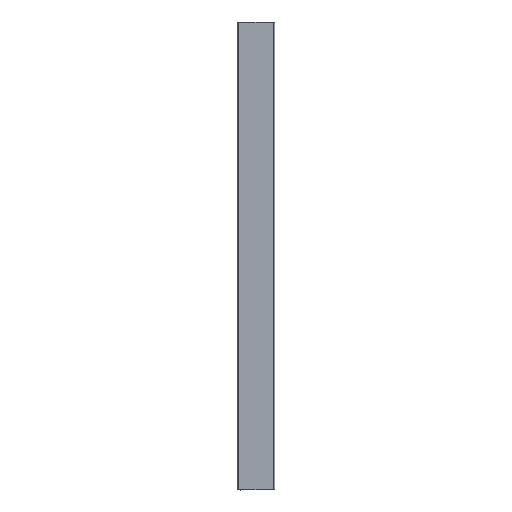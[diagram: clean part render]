
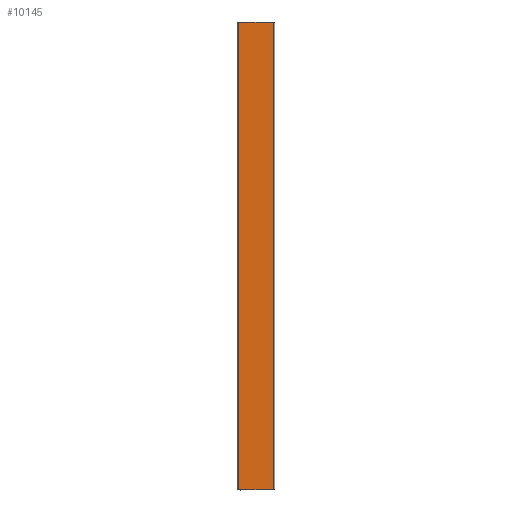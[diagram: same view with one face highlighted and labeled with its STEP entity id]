
A CAD part, front view. The second image highlights one B-rep face of the part: STEP entity #10145.
In plain terms, the highlighted planar face has unit normal (0, -1, 0).
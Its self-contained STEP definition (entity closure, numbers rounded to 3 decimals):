
#4842=PLANE('',#9904);
#5063=VECTOR('',#8293,1.);
#5103=VECTOR('',#8437,1.);
#5143=VECTOR('',#8559,1.);
#5144=VECTOR('',#8562,1.);
#5383=LINE('',#9273,#5063);
#5423=LINE('',#9445,#5103);
#5463=LINE('',#9551,#5143);
#5464=LINE('',#9553,#5144);
#6302=ORIENTED_EDGE('',*,*,#7215,.T.);
#6303=ORIENTED_EDGE('',*,*,#7355,.T.);
#6304=ORIENTED_EDGE('',*,*,#7301,.F.);
#6305=ORIENTED_EDGE('',*,*,#7356,.F.);
#6809=VERTEX_POINT('',#9270);
#6810=VERTEX_POINT('',#9272);
#6889=VERTEX_POINT('',#9442);
#6890=VERTEX_POINT('',#9444);
#7215=EDGE_CURVE('',#6810,#6809,#5383,.T.);
#7301=EDGE_CURVE('',#6889,#6890,#5423,.T.);
#7355=EDGE_CURVE('',#6809,#6890,#5463,.T.);
#7356=EDGE_CURVE('',#6810,#6889,#5464,.T.);
#7516=EDGE_LOOP('',(#6302,#6303,#6304,#6305));
#7678=FACE_BOUND('',#7516,.T.);
#8293=DIRECTION('',(0.,0.,74.));
#8437=DIRECTION('',(0.,0.,74.));
#8559=DIRECTION('',(-1000.,0.,0.));
#8560=DIRECTION('',(0.,-1.,0.));
#8561=DIRECTION('',(-1.,0.,0.));
#8562=DIRECTION('',(-1000.,0.,0.));
#9270=CARTESIAN_POINT('',(1000.,-40.,37.));
#9272=CARTESIAN_POINT('',(1000.,-40.,-37.));
#9273=CARTESIAN_POINT('',(1000.,-40.,-37.));
#9442=CARTESIAN_POINT('',(0.,-40.,-37.));
#9444=CARTESIAN_POINT('',(0.,-40.,37.));
#9445=CARTESIAN_POINT('',(0.,-40.,-37.));
#9551=CARTESIAN_POINT('',(1000.,-40.,37.));
#9552=CARTESIAN_POINT('',(1000.,-40.,37.));
#9553=CARTESIAN_POINT('',(1000.,-40.,-37.));
#9904=AXIS2_PLACEMENT_3D('',#9552,#8560,#8561);
#10145=ADVANCED_FACE('',(#7678),#4842,.T.);
